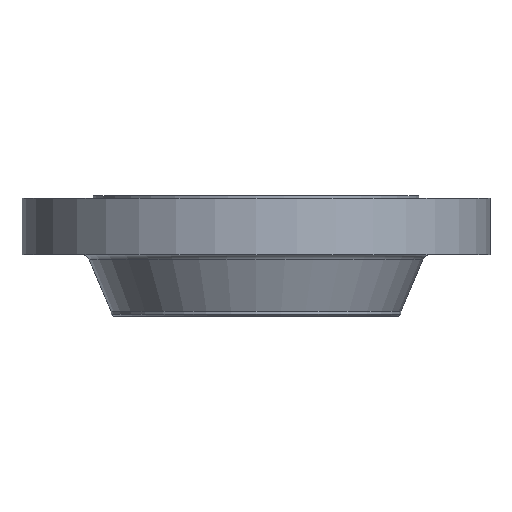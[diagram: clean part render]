
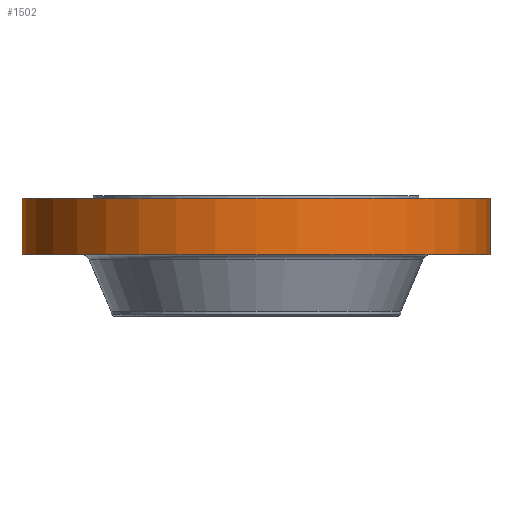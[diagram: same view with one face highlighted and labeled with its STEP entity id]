
A CAD part, front view. The second image highlights one B-rep face of the part: STEP entity #1502.
In plain terms, the highlighted cylindrical face has radius 615.95 mm (diameter 1231.9 mm), a partial arc.
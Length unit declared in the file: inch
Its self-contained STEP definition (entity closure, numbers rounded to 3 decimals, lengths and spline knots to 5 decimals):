
#4 = FACE_OUTER_BOUND ( 'NONE', #1842, .T. ) ;
#49 = CARTESIAN_POINT ( 'NONE',  ( -24.25, 0., -0.25 ) ) ;
#60 = VERTEX_POINT ( 'NONE', #1809 ) ;
#89 = ORIENTED_EDGE ( 'NONE', *, *, #1483, .T. ) ;
#174 = LINE ( 'NONE', #1543, #1388 ) ;
#190 = AXIS2_PLACEMENT_3D ( 'NONE', #2009, #1526, #283 ) ;
#283 = DIRECTION ( 'NONE',  ( 1., 0., 0. ) ) ;
#468 = ORIENTED_EDGE ( 'NONE', *, *, #1904, .F. ) ;
#566 = DIRECTION ( 'NONE',  ( 0., 0., 1. ) ) ;
#610 = DIRECTION ( 'NONE',  ( 0., 0., 1. ) ) ;
#692 = CARTESIAN_POINT ( 'NONE',  ( -24.25, 0., 0. ) ) ;
#720 = CARTESIAN_POINT ( 'NONE',  ( 0., 0., -6.125 ) ) ;
#754 = DIRECTION ( 'NONE',  ( 1., 0., 0. ) ) ;
#765 = DIRECTION ( 'NONE',  ( 0., 0., 1. ) ) ;
#774 = CYLINDRICAL_SURFACE ( 'NONE', #1715, 24.25 ) ;
#827 = EDGE_CURVE ( 'NONE', #1540, #60, #1093, .T. ) ;
#945 = ORIENTED_EDGE ( 'NONE', *, *, #827, .T. ) ;
#1008 = VERTEX_POINT ( 'NONE', #1303 ) ;
#1085 = EDGE_CURVE ( 'NONE', #1540, #1635, #1194, .T. ) ;
#1093 = CIRCLE ( 'NONE', #2022, 24.25 ) ;
#1194 = LINE ( 'NONE', #692, #1714 ) ;
#1264 = CARTESIAN_POINT ( 'NONE',  ( 0., 0., 0. ) ) ;
#1303 = CARTESIAN_POINT ( 'NONE',  ( 24.25, 0., -0.25 ) ) ;
#1313 = DIRECTION ( 'NONE',  ( 0., 0., 1. ) ) ;
#1388 = VECTOR ( 'NONE', #765, 39.37008 ) ;
#1394 = DIRECTION ( 'NONE',  ( 1., 0., 0. ) ) ;
#1459 = CIRCLE ( 'NONE', #190, 24.25 ) ;
#1483 = EDGE_CURVE ( 'NONE', #60, #1008, #174, .T. ) ;
#1502 = ADVANCED_FACE ( 'NONE', ( #4 ), #774, .T. ) ;
#1526 = DIRECTION ( 'NONE',  ( 0., 0., 1. ) ) ;
#1540 = VERTEX_POINT ( 'NONE', #1693 ) ;
#1543 = CARTESIAN_POINT ( 'NONE',  ( 24.25, 0., 0. ) ) ;
#1635 = VERTEX_POINT ( 'NONE', #49 ) ;
#1693 = CARTESIAN_POINT ( 'NONE',  ( -24.25, 0., -6.125 ) ) ;
#1714 = VECTOR ( 'NONE', #1313, 39.37008 ) ;
#1715 = AXIS2_PLACEMENT_3D ( 'NONE', #1264, #610, #1394 ) ;
#1809 = CARTESIAN_POINT ( 'NONE',  ( 24.25, 0., -6.125 ) ) ;
#1842 = EDGE_LOOP ( 'NONE', ( #1923, #945, #89, #468 ) ) ;
#1904 = EDGE_CURVE ( 'NONE', #1635, #1008, #1459, .T. ) ;
#1923 = ORIENTED_EDGE ( 'NONE', *, *, #1085, .F. ) ;
#2009 = CARTESIAN_POINT ( 'NONE',  ( 0., 0., -0.25 ) ) ;
#2022 = AXIS2_PLACEMENT_3D ( 'NONE', #720, #566, #754 ) ;
